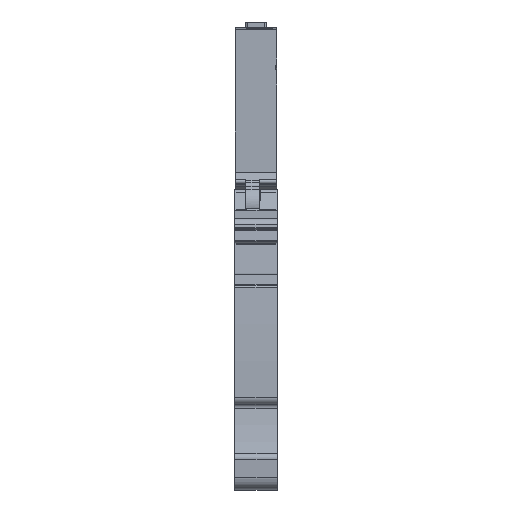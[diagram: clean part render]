
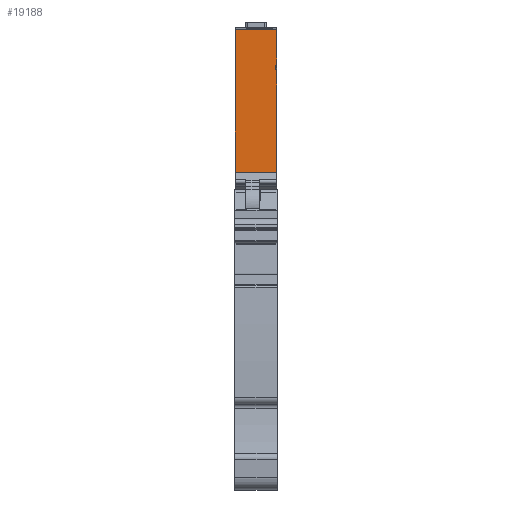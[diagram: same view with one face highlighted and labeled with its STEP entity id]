
A CAD part, front view. The second image highlights one B-rep face of the part: STEP entity #19188.
In plain terms, the highlighted planar face has unit normal (0, -1, 0).
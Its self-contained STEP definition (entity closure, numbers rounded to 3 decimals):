
#19152=AXIS2_PLACEMENT_3D('Plane Axis2P3D',#19149,#19150,#19151) ;
#17160=CARTESIAN_POINT('Vertex',(0.05,21.806,46.144)) ;
#17163=CARTESIAN_POINT('Line Origine',(0.05,21.806,56.52)) ;
#17167=CARTESIAN_POINT('Vertex',(0.05,21.806,66.896)) ;
#17546=CARTESIAN_POINT('Vertex',(6.05,21.806,66.896)) ;
#17549=CARTESIAN_POINT('Line Origine',(6.05,21.806,64.298)) ;
#17553=CARTESIAN_POINT('Vertex',(6.05,21.806,61.7)) ;
#17686=CARTESIAN_POINT('Vertex',(6.05,21.806,61.)) ;
#17689=CARTESIAN_POINT('Line Origine',(6.05,21.806,53.572)) ;
#17693=CARTESIAN_POINT('Vertex',(6.05,21.806,46.144)) ;
#19132=CARTESIAN_POINT('Line Origine',(3.05,21.806,46.144)) ;
#19149=CARTESIAN_POINT('Axis2P3D Location',(2.9,21.806,47.65)) ;
#19154=CARTESIAN_POINT('Line Origine',(3.05,21.806,66.896)) ;
#19159=CARTESIAN_POINT('Line Origine',(6.,21.806,61.)) ;
#19163=CARTESIAN_POINT('Vertex',(5.95,21.806,61.)) ;
#19166=CARTESIAN_POINT('Line Origine',(5.95,21.806,61.35)) ;
#19170=CARTESIAN_POINT('Vertex',(5.95,21.806,61.7)) ;
#19173=CARTESIAN_POINT('Line Origine',(6.,21.806,61.7)) ;
#17164=DIRECTION('Vector Direction',(0.,0.,-1.)) ;
#17550=DIRECTION('Vector Direction',(0.,0.,1.)) ;
#17690=DIRECTION('Vector Direction',(0.,0.,-1.)) ;
#19133=DIRECTION('Vector Direction',(1.,0.,0.)) ;
#19150=DIRECTION('Axis2P3D Direction',(0.,1.,0.)) ;
#19151=DIRECTION('Axis2P3D XDirection',(0.,0.,1.)) ;
#19155=DIRECTION('Vector Direction',(1.,0.,0.)) ;
#19160=DIRECTION('Vector Direction',(-1.,0.,0.)) ;
#19167=DIRECTION('Vector Direction',(0.,0.,-1.)) ;
#19174=DIRECTION('Vector Direction',(-1.,0.,0.)) ;
#17165=VECTOR('Line Direction',#17164,1.) ;
#17551=VECTOR('Line Direction',#17550,1.) ;
#17691=VECTOR('Line Direction',#17690,1.) ;
#19134=VECTOR('Line Direction',#19133,1.) ;
#19156=VECTOR('Line Direction',#19155,1.) ;
#19161=VECTOR('Line Direction',#19160,1.) ;
#19168=VECTOR('Line Direction',#19167,1.) ;
#19175=VECTOR('Line Direction',#19174,1.) ;
#19179=ORIENTED_EDGE('',*,*,#17555,.F.) ;
#19180=ORIENTED_EDGE('',*,*,#19158,.T.) ;
#19181=ORIENTED_EDGE('',*,*,#17169,.T.) ;
#19182=ORIENTED_EDGE('',*,*,#19136,.F.) ;
#19183=ORIENTED_EDGE('',*,*,#17695,.F.) ;
#19184=ORIENTED_EDGE('',*,*,#19165,.T.) ;
#19185=ORIENTED_EDGE('',*,*,#19172,.F.) ;
#19186=ORIENTED_EDGE('',*,*,#19177,.F.) ;
#19188=ADVANCED_FACE('MLD',(#19187),#19153,.F.) ;
#17169=EDGE_CURVE('',#17168,#17161,#17166,.T.) ;
#17555=EDGE_CURVE('',#17547,#17554,#17552,.F.) ;
#17695=EDGE_CURVE('',#17687,#17694,#17692,.T.) ;
#19136=EDGE_CURVE('',#17694,#17161,#19135,.F.) ;
#19158=EDGE_CURVE('',#17547,#17168,#19157,.F.) ;
#19165=EDGE_CURVE('',#17687,#19164,#19162,.T.) ;
#19172=EDGE_CURVE('',#19171,#19164,#19169,.T.) ;
#19177=EDGE_CURVE('',#17554,#19171,#19176,.T.) ;
#19178=EDGE_LOOP('',(#19179,#19180,#19181,#19182,#19183,#19184,#19185,#19186)) ;
#19187=FACE_OUTER_BOUND('',#19178,.T.) ;
#17166=LINE('Line',#17163,#17165) ;
#17552=LINE('Line',#17549,#17551) ;
#17692=LINE('Line',#17689,#17691) ;
#19135=LINE('Line',#19132,#19134) ;
#19157=LINE('Line',#19154,#19156) ;
#19162=LINE('Line',#19159,#19161) ;
#19169=LINE('Line',#19166,#19168) ;
#19176=LINE('Line',#19173,#19175) ;
#19153=PLANE('',#19152) ;
#17161=VERTEX_POINT('',#17160) ;
#17168=VERTEX_POINT('',#17167) ;
#17547=VERTEX_POINT('',#17546) ;
#17554=VERTEX_POINT('',#17553) ;
#17687=VERTEX_POINT('',#17686) ;
#17694=VERTEX_POINT('',#17693) ;
#19164=VERTEX_POINT('',#19163) ;
#19171=VERTEX_POINT('',#19170) ;
